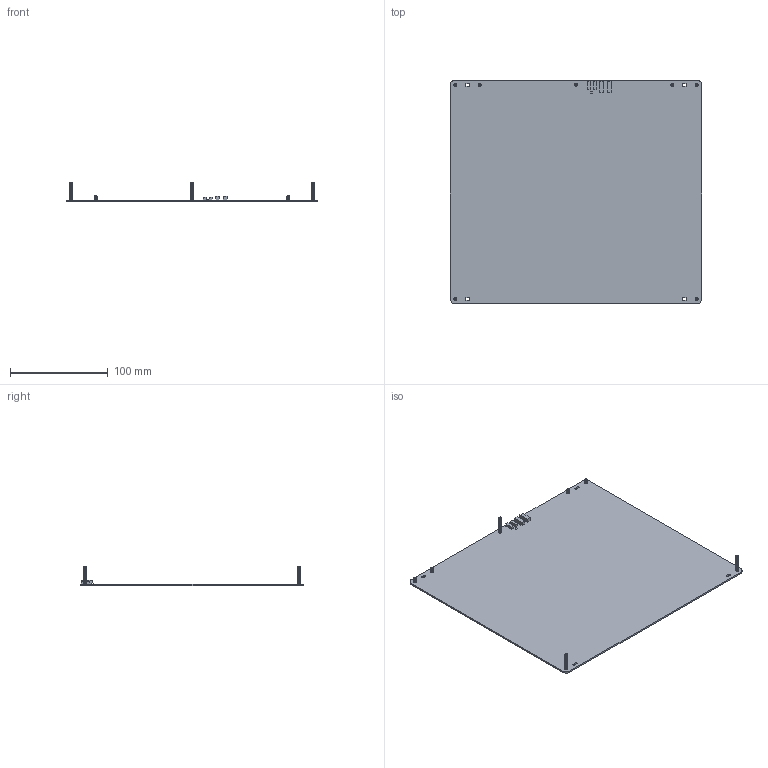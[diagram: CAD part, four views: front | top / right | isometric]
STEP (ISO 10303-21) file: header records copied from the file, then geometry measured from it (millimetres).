
FILE_DESCRIPTION (( 'STEP AP214' ), '1' );
FILE_NAME ('1155-F.STEP', '2015-11-09T10:55:10', ( '' ), ( '' ), 'SwSTEP 2.0', 'SolidWorks 2015', '' );
FILE_SCHEMA (( 'AUTOMOTIVE_DESIGN' ));
Length unit declared in the file: millimetre
Products named in the file (4): FH-M3-xZI_FH-M3-20ZI; FH-M3-xZI_FH-M3-6ZI; 1155-D; 1155-F
Assembly tree (8 placements, depth 2):
  1155-F
    1155-D
    FH-M3-xZI_FH-M3-6ZI  x4
    FH-M3-xZI_FH-M3-20ZI  x3
Bounding box: 257 x 229 x 20 mm (x, y, z)
Volume: 94970.6 mm3; surface area: 121053.2 mm2
Topology: 13 solids, 13 shells, 520 faces, 1468 edges, 967 vertices
Faces by surface type: cylinder 311, plane 160, cone 28, bspline 21
Entity records: 19377 total; most frequent: CARTESIAN_POINT 11029, ORIENTED_EDGE 1496, DIRECTION 1158, EDGE_CURVE 748, VERTEX_POINT 498, VECTOR 484, LINE 484, AXIS2_PLACEMENT_3D 337
